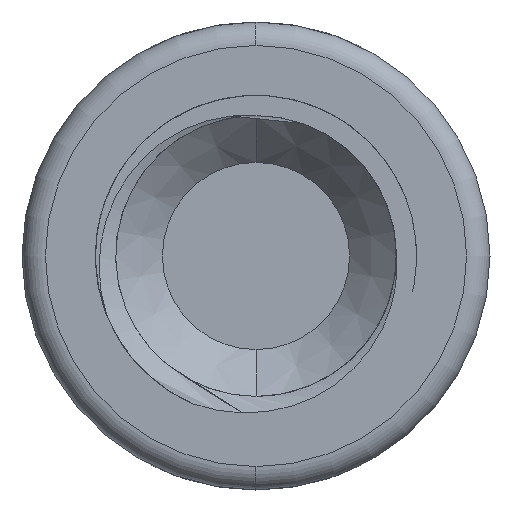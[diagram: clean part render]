
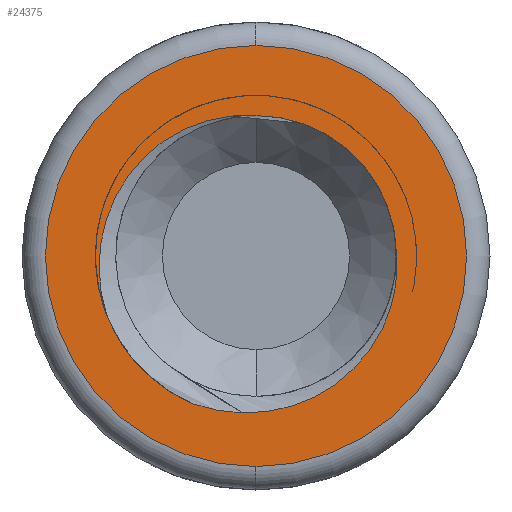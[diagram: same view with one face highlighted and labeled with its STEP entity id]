
A CAD part, left-side view. The second image highlights one B-rep face of the part: STEP entity #24375.
In plain terms, the highlighted planar face has unit normal (-1, 0, 0).
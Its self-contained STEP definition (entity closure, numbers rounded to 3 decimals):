
#169 = CARTESIAN_POINT ( 'NONE',  ( -60., 3.35, -0.785 ) ) ;
#450 = CARTESIAN_POINT ( 'NONE',  ( -60., 1.331, -3.164 ) ) ;
#1260 = CARTESIAN_POINT ( 'NONE',  ( -60., -2.905, -1.056 ) ) ;
#1410 = CARTESIAN_POINT ( 'NONE',  ( -60., 0.297, -3.361 ) ) ;
#1699 = CARTESIAN_POINT ( 'NONE',  ( -60., -0.494, -3.289 ) ) ;
#1946 = CARTESIAN_POINT ( 'NONE',  ( -60., 1.766, 2.6 ) ) ;
#2221 = CARTESIAN_POINT ( 'NONE',  ( -60., 0.264, 3.018 ) ) ;
#2360 = CARTESIAN_POINT ( 'NONE',  ( -60., 2.883, 1.503 ) ) ;
#2555 = ORIENTED_EDGE ( 'NONE', *, *, #11490, .F. ) ;
#2857 = DIRECTION ( 'NONE',  ( -1., 0., 0. ) ) ;
#3252 = CARTESIAN_POINT ( 'NONE',  ( -60., 0., 3. ) ) ;
#3577 = DIRECTION ( 'NONE',  ( 0., 0., -1. ) ) ;
#3622 = VERTEX_POINT ( 'NONE', #10577 ) ;
#3737 = CARTESIAN_POINT ( 'NONE',  ( -60., -0.752, -3.222 ) ) ;
#3985 = CARTESIAN_POINT ( 'NONE',  ( -60., 3.277, 0.531 ) ) ;
#4271 = CARTESIAN_POINT ( 'NONE',  ( -60., 0., 3. ) ) ;
#4723 = DIRECTION ( 'NONE',  ( -1., 0., 0. ) ) ;
#4993 = CARTESIAN_POINT ( 'NONE',  ( -60., 3.013, -1.706 ) ) ;
#5260 = ORIENTED_EDGE ( 'NONE', *, *, #6988, .F. ) ;
#5495 = CIRCLE ( 'NONE', #20905, 4.5 ) ;
#5638 = CARTESIAN_POINT ( 'NONE',  ( -60., -2.188, -2.307 ) ) ;
#5785 = CARTESIAN_POINT ( 'NONE',  ( -60., -1.246, -3.026 ) ) ;
#5926 = CARTESIAN_POINT ( 'NONE',  ( -60., -1.477, -2.9 ) ) ;
#6893 = CIRCLE ( 'NONE', #27433, 4.5 ) ;
#6909 = DIRECTION ( 'NONE',  ( 0., 0., 1. ) ) ;
#6988 = EDGE_CURVE ( 'NONE', #11891, #28023, #13643, .T. ) ;
#7328 = CARTESIAN_POINT ( 'NONE',  ( -60., 3.182, -1.287 ) ) ;
#8112 = CARTESIAN_POINT ( 'NONE',  ( -60., 0.027, -3.359 ) ) ;
#8261 = CARTESIAN_POINT ( 'NONE',  ( -60., 0.822, -3.308 ) ) ;
#8512 = CARTESIAN_POINT ( 'NONE',  ( -60., 3.206, 0.788 ) ) ;
#9057 = CARTESIAN_POINT ( 'NONE',  ( -60., 3.182, -1.287 ) ) ;
#9480 = VERTEX_POINT ( 'NONE', #3252 ) ;
#9673 = EDGE_CURVE ( 'NONE', #9480, #17442, #23411, .T. ) ;
#9990 = DIRECTION ( 'NONE',  ( 1., 0., 0. ) ) ;
#10142 = FACE_OUTER_BOUND ( 'NONE', #16044, .T. ) ;
#10577 = CARTESIAN_POINT ( 'NONE',  ( -60., 0., -4.5 ) ) ;
#10669 = CARTESIAN_POINT ( 'NONE',  ( -60., -3., 0. ) ) ;
#10843 = CARTESIAN_POINT ( 'NONE',  ( -60., 2.573, 1.932 ) ) ;
#11123 = CARTESIAN_POINT ( 'NONE',  ( -60., 1.04, 2.905 ) ) ;
#11265 = CARTESIAN_POINT ( 'NONE',  ( -60., 3.008, 1.273 ) ) ;
#11490 = EDGE_CURVE ( 'NONE', #17442, #11891, #21645, .T. ) ;
#11492 = DIRECTION ( 'NONE',  ( -1., 0., 0. ) ) ;
#11891 = VERTEX_POINT ( 'NONE', #450 ) ;
#12611 = ORIENTED_EDGE ( 'NONE', *, *, #25035, .T. ) ;
#12641 = CARTESIAN_POINT ( 'NONE',  ( -60., -2.59, -1.78 ) ) ;
#13181 = CARTESIAN_POINT ( 'NONE',  ( -60., 1.991, 2.457 ) ) ;
#13538 = AXIS2_PLACEMENT_3D ( 'NONE', #27849, #9990, #3577 ) ;
#13643 = B_SPLINE_CURVE_WITH_KNOTS ( 'NONE', 3,
 ( #21574, #14537, #8261, #1410, #8112, #1699, #3737, #5785, #5926, #14974, #14680, #19072, #5638, #23621, #12641, #26251, #1260, #18927, #14398, #17021 ),
 .UNSPECIFIED., .F., .F.,
 ( 4, 2, 2, 2, 2, 2, 2, 2, 2, 4 ),
 ( 0., 0.001, 0.002, 0.002, 0.003, 0.004, 0.004, 0.005, 0.006, 0.006 ),
 .UNSPECIFIED. ) ;
#14255 = CARTESIAN_POINT ( 'NONE',  ( -60., 0., 0. ) ) ;
#14338 = CARTESIAN_POINT ( 'NONE',  ( -60., 2.76, -2.09 ) ) ;
#14398 = CARTESIAN_POINT ( 'NONE',  ( -60., -3.021, -0.267 ) ) ;
#14537 = CARTESIAN_POINT ( 'NONE',  ( -60., 1.079, -3.251 ) ) ;
#14680 = CARTESIAN_POINT ( 'NONE',  ( -60., -1.903, -2.583 ) ) ;
#14974 = CARTESIAN_POINT ( 'NONE',  ( -60., -1.799, -2.668 ) ) ;
#15813 = CARTESIAN_POINT ( 'NONE',  ( -60., 0., 0. ) ) ;
#16044 = EDGE_LOOP ( 'NONE', ( #12611, #19542 ) ) ;
#16817 = CARTESIAN_POINT ( 'NONE',  ( -60., 1.748, -2.989 ) ) ;
#16846 = ORIENTED_EDGE ( 'NONE', *, *, #9673, .F. ) ;
#17021 = CARTESIAN_POINT ( 'NONE',  ( -60., -3., 0. ) ) ;
#17254 = AXIS2_PLACEMENT_3D ( 'NONE', #15813, #4723, #6909 ) ;
#17442 = VERTEX_POINT ( 'NONE', #28575 ) ;
#17560 = CARTESIAN_POINT ( 'NONE',  ( -60., 0.525, 3.002 ) ) ;
#18350 = EDGE_LOOP ( 'NONE', ( #16846, #19870, #5260, #2555 ) ) ;
#18570 = CARTESIAN_POINT ( 'NONE',  ( -60., 1.331, -3.164 ) ) ;
#18720 = CARTESIAN_POINT ( 'NONE',  ( -60., 2.128, -2.732 ) ) ;
#18927 = CARTESIAN_POINT ( 'NONE',  ( -60., -3.006, -0.531 ) ) ;
#19072 = CARTESIAN_POINT ( 'NONE',  ( -60., -2.097, -2.403 ) ) ;
#19542 = ORIENTED_EDGE ( 'NONE', *, *, #26443, .T. ) ;
#19870 = ORIENTED_EDGE ( 'NONE', *, *, #23629, .F. ) ;
#20185 = CARTESIAN_POINT ( 'NONE',  ( -60., 3.395, -0.243 ) ) ;
#20822 = PLANE ( 'NONE',  #13538 ) ;
#20905 = AXIS2_PLACEMENT_3D ( 'NONE', #14255, #2857, #27424 ) ;
#20927 = VERTEX_POINT ( 'NONE', #20931 ) ;
#20931 = CARTESIAN_POINT ( 'NONE',  ( -60., 0., 4.5 ) ) ;
#21574 = CARTESIAN_POINT ( 'NONE',  ( -60., 1.331, -3.164 ) ) ;
#21645 = B_SPLINE_CURVE_WITH_KNOTS ( 'NONE', 3,
 ( #7328, #4993, #14338, #18720, #16817, #18570 ),
 .UNSPECIFIED., .F., .F.,
 ( 4, 2, 4 ),
 ( 0., 0.001, 0.003 ),
 .UNSPECIFIED. ) ;
#21961 = CARTESIAN_POINT ( 'NONE',  ( -60., 1.294, 2.822 ) ) ;
#22324 = CARTESIAN_POINT ( 'NONE',  ( -60., 0., 0. ) ) ;
#23411 = B_SPLINE_CURVE_WITH_KNOTS ( 'NONE', 3,
 ( #4271, #2221, #17560, #11123, #21961, #1946, #13181, #24295, #10843, #2360, #11265, #8512, #3985, #20185, #169, #9057 ),
 .UNSPECIFIED., .F., .F.,
 ( 4, 2, 2, 2, 2, 2, 2, 4 ),
 ( 0., 0.001, 0.002, 0.002, 0.003, 0.004, 0.005, 0.006 ),
 .UNSPECIFIED. ) ;
#23456 = FACE_BOUND ( 'NONE', #18350, .T. ) ;
#23621 = CARTESIAN_POINT ( 'NONE',  ( -60., -2.443, -2.006 ) ) ;
#23629 = EDGE_CURVE ( 'NONE', #28023, #9480, #25676, .T. ) ;
#24295 = CARTESIAN_POINT ( 'NONE',  ( -60., 2.394, 2.123 ) ) ;
#24375 = ADVANCED_FACE ( 'NONE', ( #10142, #23456 ), #20822, .F. ) ;
#24659 = DIRECTION ( 'NONE',  ( 0., 0., 1. ) ) ;
#25035 = EDGE_CURVE ( 'NONE', #20927, #3622, #6893, .T. ) ;
#25676 = CIRCLE ( 'NONE', #17254, 3. ) ;
#26251 = CARTESIAN_POINT ( 'NONE',  ( -60., -2.821, -1.306 ) ) ;
#26443 = EDGE_CURVE ( 'NONE', #3622, #20927, #5495, .T. ) ;
#27424 = DIRECTION ( 'NONE',  ( 0., 0., 1. ) ) ;
#27433 = AXIS2_PLACEMENT_3D ( 'NONE', #22324, #11492, #24659 ) ;
#27849 = CARTESIAN_POINT ( 'NONE',  ( -60., 3., 0. ) ) ;
#28023 = VERTEX_POINT ( 'NONE', #10669 ) ;
#28575 = CARTESIAN_POINT ( 'NONE',  ( -60., 3.182, -1.287 ) ) ;
